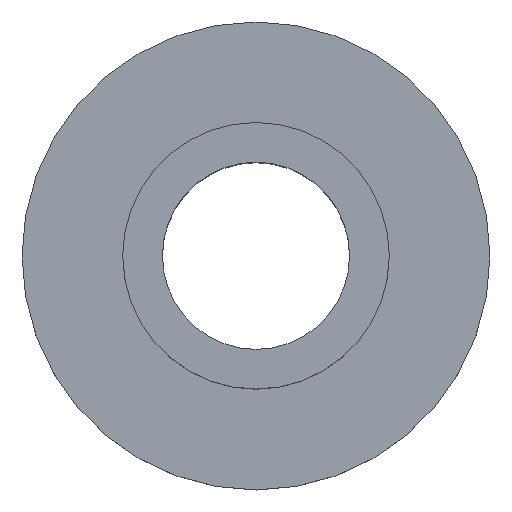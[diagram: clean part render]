
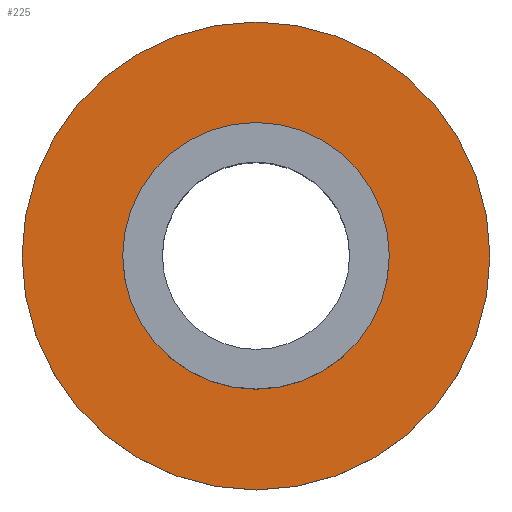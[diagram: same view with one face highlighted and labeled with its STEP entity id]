
A CAD part, top view. The second image highlights one B-rep face of the part: STEP entity #225.
In plain terms, the highlighted planar face has unit normal (0, 0, 1).
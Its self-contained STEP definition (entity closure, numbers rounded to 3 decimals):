
#44=PLANE($,#255);
#56=FACE_BOUND($,#86,.T.);
#57=FACE_BOUND($,#87,.T.);
#86=EDGE_LOOP($,(#184));
#87=EDGE_LOOP($,(#185));
#103=CIRCLE($,#249,3.56);
#105=CIRCLE($,#254,6.25);
#120=VERTEX_POINT($,#366);
#124=VERTEX_POINT($,#378);
#142=EDGE_CURVE($,#120,#120,#103,.T.);
#147=EDGE_CURVE($,#124,#124,#105,.T.);
#184=ORIENTED_EDGE($,*,*,#142,.T.);
#185=ORIENTED_EDGE($,*,*,#147,.T.);
#225=ADVANCED_FACE($,(#56,#57),#44,.T.);
#249=AXIS2_PLACEMENT_3D($,#367,#301,#302);
#254=AXIS2_PLACEMENT_3D($,#379,#314,#315);
#255=AXIS2_PLACEMENT_3D($,#380,#316,#317);
#301=DIRECTION('center_axis',(0.,0.,-1.));
#302=DIRECTION('ref_axis',(-1.,0.,0.));
#314=DIRECTION('center_axis',(0.,0.,1.));
#315=DIRECTION('ref_axis',(-1.,0.,0.));
#316=DIRECTION('center_axis',(0.,0.,1.));
#317=DIRECTION('ref_axis',(1.,0.,0.));
#366=CARTESIAN_POINT('',(3.56,0.,6.));
#367=CARTESIAN_POINT('Origin',(0.,0.,6.));
#378=CARTESIAN_POINT('',(6.25,0.,6.));
#379=CARTESIAN_POINT('Origin',(0.,0.,6.));
#380=CARTESIAN_POINT('Origin',(0.,0.,
6.));
